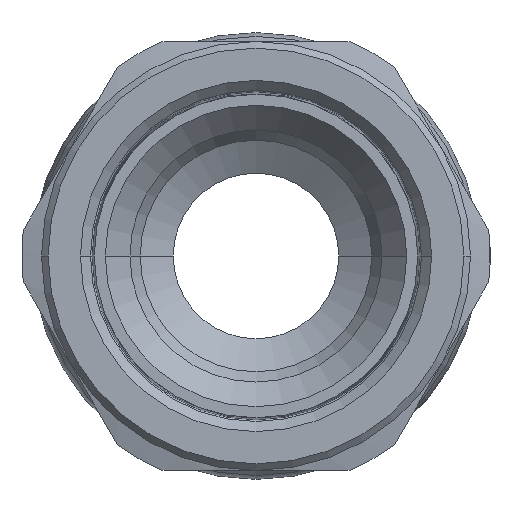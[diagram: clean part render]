
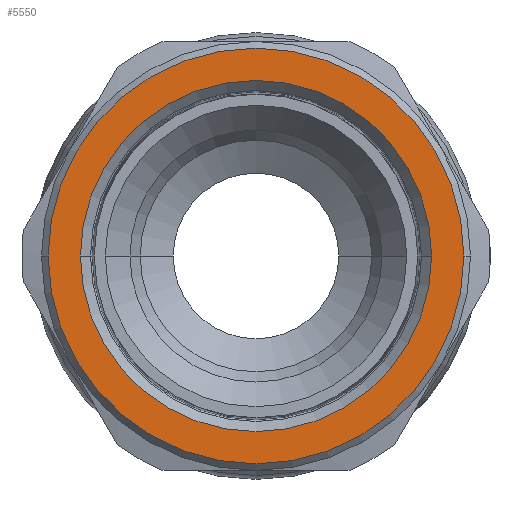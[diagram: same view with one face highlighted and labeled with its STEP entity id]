
A CAD part, left-side view. The second image highlights one B-rep face of the part: STEP entity #5550.
In plain terms, the highlighted face is planar.
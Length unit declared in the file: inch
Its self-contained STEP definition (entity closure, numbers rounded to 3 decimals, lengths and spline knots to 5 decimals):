
#4682=CARTESIAN_POINT('',(1.22008,0.,0.));
#4683=DIRECTION('',(-1.,0.,0.));
#4684=DIRECTION('',(0.,1.,0.));
#4685=AXIS2_PLACEMENT_3D('',#4682,#4683,#4684);
#4687=CARTESIAN_POINT('',(1.22008,0.,0.));
#4688=DIRECTION('',(-1.,0.,0.));
#4689=DIRECTION('',(0.,-1.,0.));
#4690=AXIS2_PLACEMENT_3D('',#4687,#4688,#4689);
#4692=CARTESIAN_POINT('',(1.22008,0.,0.));
#4693=DIRECTION('',(1.,0.,0.));
#4694=DIRECTION('',(0.,-1.,0.));
#4695=AXIS2_PLACEMENT_3D('',#4692,#4693,#4694);
#4697=CARTESIAN_POINT('',(1.22008,0.,0.));
#4698=DIRECTION('',(1.,0.,0.));
#4699=DIRECTION('',(0.,1.,0.));
#4700=AXIS2_PLACEMENT_3D('',#4697,#4698,#4699);
#5057=CARTESIAN_POINT('',(1.22008,0.81875,0.));
#5058=CARTESIAN_POINT('',(1.22008,-0.81875,0.));
#5059=VERTEX_POINT('',#5057);
#5060=VERTEX_POINT('',#5058);
#5089=CARTESIAN_POINT('',(1.22008,-0.969,0.));
#5090=CARTESIAN_POINT('',(1.22008,0.969,0.));
#5091=VERTEX_POINT('',#5089);
#5092=VERTEX_POINT('',#5090);
#5534=CARTESIAN_POINT('',(1.22008,0.,0.));
#5535=DIRECTION('',(1.,0.,0.));
#5536=DIRECTION('',(0.,0.,-1.));
#5537=AXIS2_PLACEMENT_3D('',#5534,#5535,#5536);
#5538=PLANE('',#5537);
#5539=ORIENTED_EDGE('',*,*,#5524,.F.);
#5541=ORIENTED_EDGE('',*,*,#5540,.F.);
#5542=EDGE_LOOP('',(#5539,#5541));
#5543=FACE_OUTER_BOUND('',#5542,.F.);
#5545=ORIENTED_EDGE('',*,*,#5544,.F.);
#5547=ORIENTED_EDGE('',*,*,#5546,.F.);
#5548=EDGE_LOOP('',(#5545,#5547));
#5549=FACE_BOUND('',#5548,.F.);
#4686=CIRCLE('',#4685,0.81875);
#4691=CIRCLE('',#4690,0.81875);
#4696=CIRCLE('',#4695,0.969);
#4701=CIRCLE('',#4700,0.969);
#5524=EDGE_CURVE('',#5091,#5092,#4696,.T.);
#5540=EDGE_CURVE('',#5092,#5091,#4701,.T.);
#5544=EDGE_CURVE('',#5059,#5060,#4686,.T.);
#5546=EDGE_CURVE('',#5060,#5059,#4691,.T.);
#5550=ADVANCED_FACE('',(#5543,#5549),#5538,.T.);
